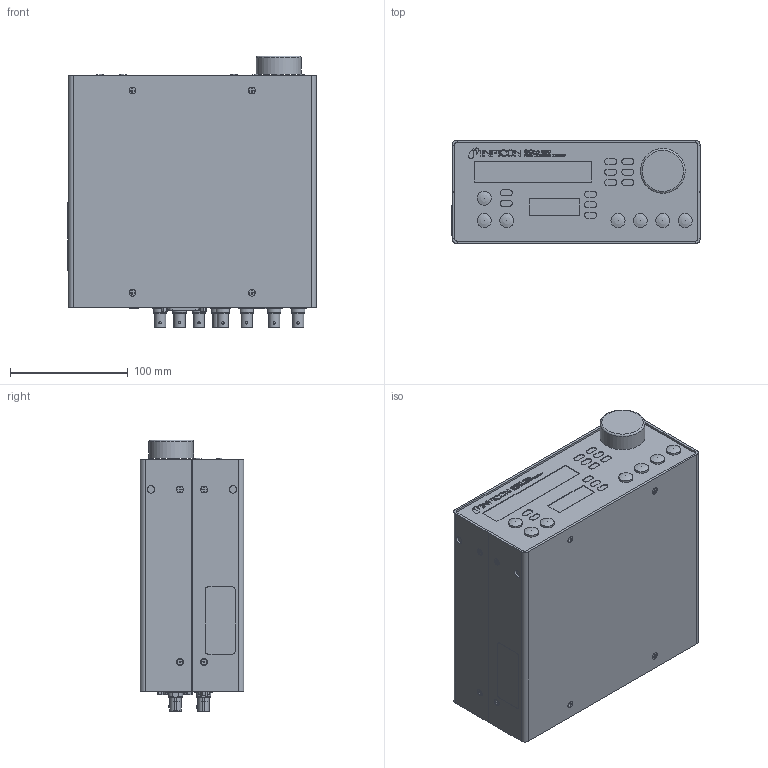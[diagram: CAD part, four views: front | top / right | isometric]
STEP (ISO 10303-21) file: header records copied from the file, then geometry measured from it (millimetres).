
FILE_DESCRIPTION(/* description */ ('SQM-160 Deposition Monitor (SQM160-H-6-U)'),/* implementation_level */ '2;1');
FILE_NAME(/* name */ 'SQM-160-H-6-U - SQM-160 Deposition Monitor (Outline Model rev.A).stp',/* time_stamp */ '2017-12-20T15:15:32-05:00',/* author */ ('Joel Plasencia'),/* organization */ ('INFICON'),/* preprocessor_version */ 'ST-DEVELOPER v16',/* originating_system */ 'SIEMENS PLM Software NX 10.0',/* authorisation */ 'Copyright© 2017 INFICON - ALL RIGHTS RESERVED');
FILE_SCHEMA (('AUTOMOTIVE_DESIGN { 1 0 10303 214 3 1 1 1 }'));
Products named in the file (1): SQM160-H-6-U_A
Bounding box: 211.38 x 88.06 x 231.13 mm (x, y, z)
Volume: 3617101.2 mm3; surface area: 193820.5 mm2
Topology: 1 solids, 14 shells, 3010 faces, 8128 edges, 5268 vertices
Faces by surface type: plane 1801, cylinder 882, cone 167, extrusion 129, sphere 18, torus 13
Full cylindrical faces by diameter (mm): 0.847 x1, 0.91 x1, 1.143 x9, 2.261 x4, 2.845 x13, 3.02 x1, 3.099 x9, 3.175 x4, 3.938 x1, 4.14 x1, 4.166 x1, 4.47 x1, 5.41 x1, 5.563 x11, 5.842 x8, 6.35 x5, 8.179 x1, 11.938 x7, 12.7 x17, 16.002 x8, 19.101 x1, 38.1 x1
Entity records: 115016 total; most frequent: CARTESIAN_POINT 23253, ORIENTED_EDGE 15712, DIRECTION 15262, EDGE_CURVE 7856, AXIS2_PLACEMENT_3D 5163, VERTEX_POINT 5162, VECTOR 4936, LINE 4807
